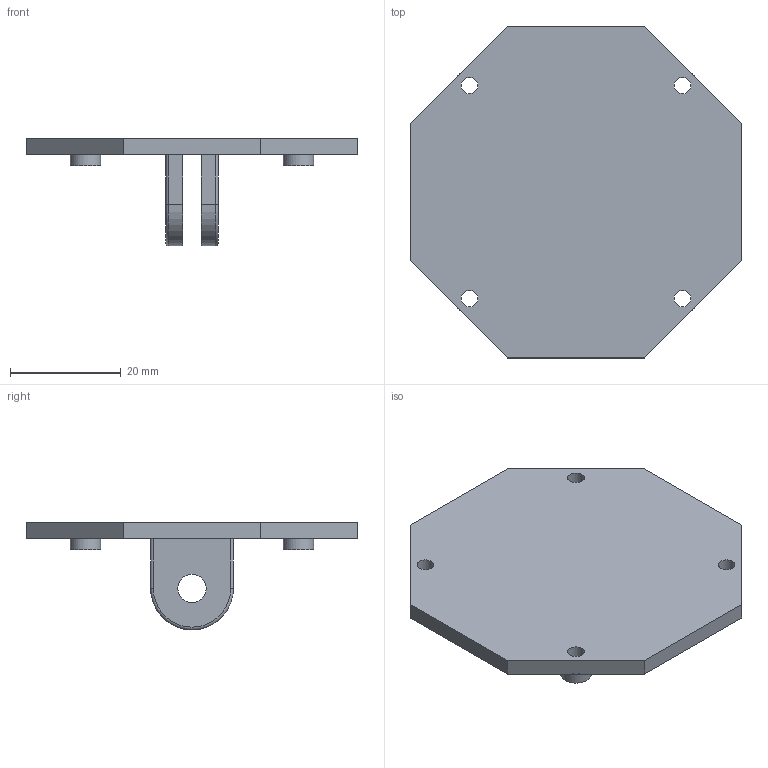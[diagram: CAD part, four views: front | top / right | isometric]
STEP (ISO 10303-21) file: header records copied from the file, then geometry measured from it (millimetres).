
FILE_DESCRIPTION(('FreeCAD Model'),'2;1');
FILE_NAME('Open CASCADE Shape Model','2025-03-25T09:21:36',('Author'),( ''),'Open CASCADE STEP processor 7.7','FreeCAD','Unknown');
FILE_SCHEMA(('AUTOMOTIVE_DESIGN { 1 0 10303 214 1 1 1 1 }'));
Length unit declared in the file: millimetre
Products named in the file (1): Body
Bounding box: 60 x 60 x 19.5 mm (x, y, z)
Volume: 10229.2 mm3; surface area: 7885.1 mm2
Topology: 1 solids, 1 shells, 40 faces, 92 edges, 60 vertices
Faces by surface type: plane 22, cylinder 16, torus 2
Full cylindrical faces by diameter (mm): 3 x4, 5.1 x2, 5.5 x4
Entity records: 1184 total; most frequent: DIRECTION 208, CARTESIAN_POINT 193, ORIENTED_EDGE 184, EDGE_CURVE 92, AXIS2_PLACEMENT_3D 75, VERTEX_POINT 60, FACE_BOUND 58, EDGE_LOOP 58
